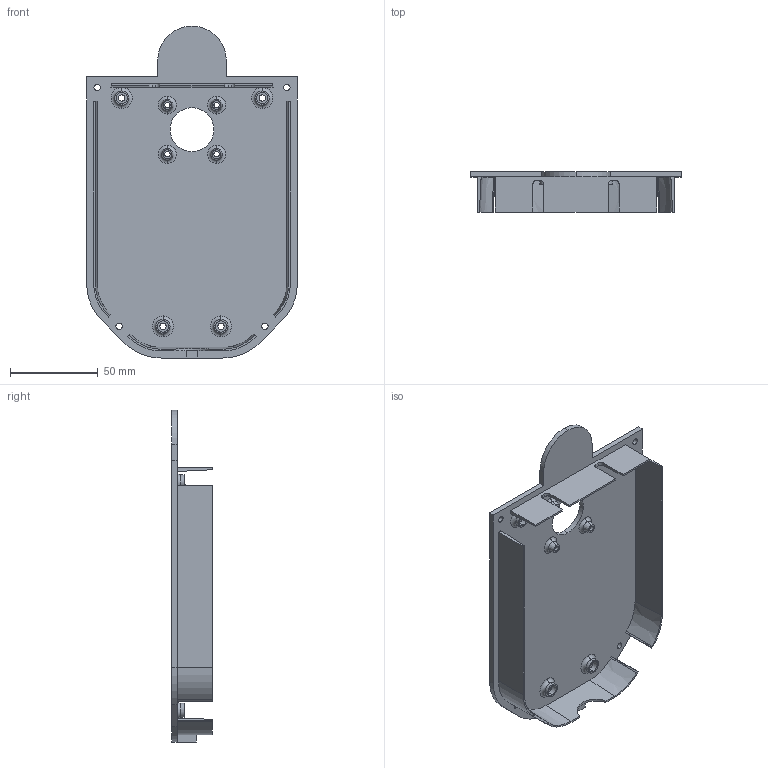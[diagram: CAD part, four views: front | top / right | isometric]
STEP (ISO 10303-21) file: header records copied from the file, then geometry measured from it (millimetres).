
FILE_DESCRIPTION (( 'STEP AP203' ), '1' );
FILE_NAME ('P11_Top_Default.step', '2020-03-06T13:26:58', ( '' ), ( '' ), 'SwSTEP 2.0', 'SolidWorks 2018', '' );
FILE_SCHEMA (( 'CONFIG_CONTROL_DESIGN' ));
Length unit declared in the file: millimetre
Products named in the file (1): P11_Top_Default
Bounding box: 120 x 23 x 189 mm (x, y, z)
Volume: 69003.8 mm3; surface area: 56641.9 mm2
Topology: 1 solids, 1 shells, 148 faces, 379 edges, 246 vertices
Faces by surface type: cylinder 65, plane 55, torus 16, cone 12
Entity records: 4673 total; most frequent: DIRECTION 845, CARTESIAN_POINT 813, ORIENTED_EDGE 758, EDGE_CURVE 379, AXIS2_PLACEMENT_3D 330, VERTEX_POINT 246, EDGE_LOOP 187, LINE 185
